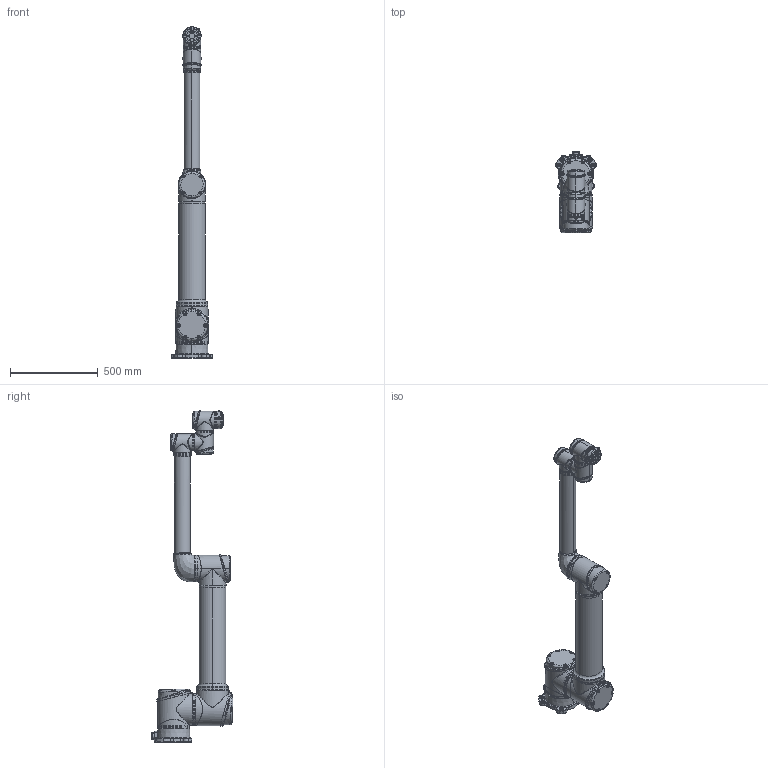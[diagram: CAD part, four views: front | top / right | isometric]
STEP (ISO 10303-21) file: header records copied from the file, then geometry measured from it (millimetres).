
FILE_DESCRIPTION (( 'STEP AP214' ), '1' );
FILE_NAME ('i20H.STEP', '2024-10-22T06:47:22', ( '' ), ( '' ), 'SwSTEP 2.0', 'SolidWorks 2022', '' );
FILE_SCHEMA (( 'AUTOMOTIVE_DESIGN' ));
Length unit declared in the file: millimetre
Products named in the file (8): i20H; i20-ID1; iS20-末端简化; i20-ID5; i20-底座; i20-ID6; i20-大臂; i20-小臂
Assembly tree (7 placements, depth 2):
  i20H
    i20-底座
    i20-ID1
    i20-大臂
    i20-小臂
    i20-ID5
    i20-ID6
    iS20-末端简化
Bounding box: 235.35 x 465.95 x 1892.5 mm (x, y, z)
Volume: 40142019.9 mm3; surface area: 1586935.8 mm2
Topology: 11 solids, 13 shells, 2932 faces, 7182 edges, 4411 vertices
Faces by surface type: plane 976, cylinder 763, bspline 759, cone 393, torus 39, sphere 2
Entity records: 200979 total; most frequent: CARTESIAN_POINT 110757, ORIENTED_EDGE 14200, DIRECTION 12194, EDGE_CURVE 7100, AXIS2_PLACEMENT_3D 4775, VERTEX_POINT 4411, EDGE_LOOP 3185, FACE_OUTER_BOUND 2932
